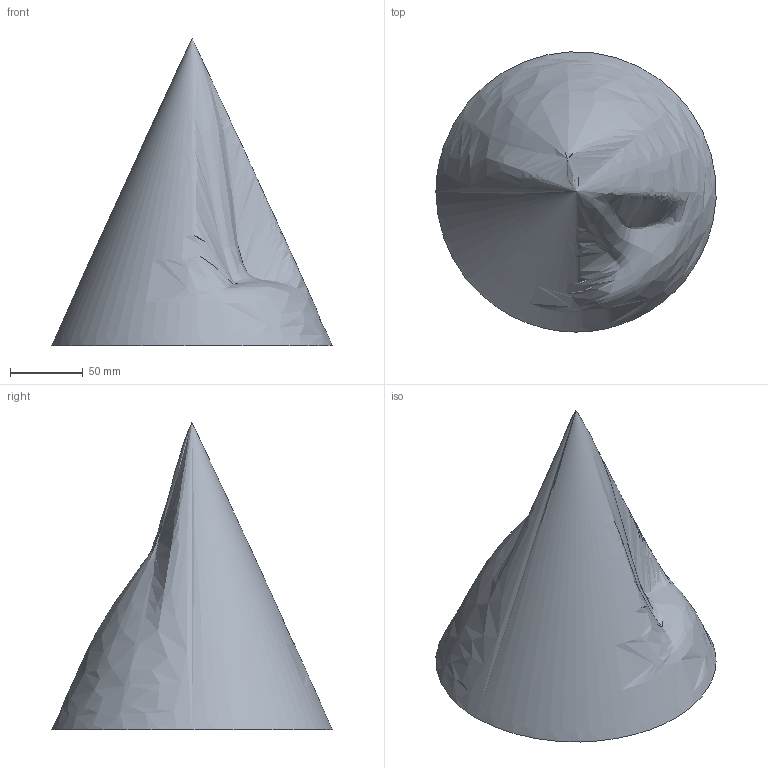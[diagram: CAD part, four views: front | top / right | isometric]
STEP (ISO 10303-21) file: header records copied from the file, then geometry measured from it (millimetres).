
FILE_DESCRIPTION(/* description */ (''),/* implementation_level */ '2;1');
FILE_NAME(/* name */ 'aguja_dmg_sin_fondo.step',/* time_stamp */ '2021-07-02T20:45:43-04:00',/* author */ (''),/* organization */ (''),/* preprocessor_version */ 'ST-DEVELOPER v18.1',/* originating_system */ 'Autodesk Translation Framework v10.9.0.1377',/* authorisation */ '');
FILE_SCHEMA (('AUTOMOTIVE_DESIGN { 1 0 10303 214 3 1 1 }'));
Length unit declared in the file: millimetre
Products named in the file (1): Aguja Sin Falla
Bounding box: 193.17 x 193.2 x 212 mm (x, y, z)
Volume: 1572282.4 mm3; surface area: 116539 mm2
Topology: 1 solids, 1 shells, 11 faces, 23 edges, 13 vertices
Faces by surface type: bspline 8, plane 1, cone 1, cylinder 1
Full cylindrical faces by diameter (mm): 17.519 x1
Entity records: 2282 total; most frequent: CARTESIAN_POINT 2077, ORIENTED_EDGE 42, EDGE_CURVE 21, B_SPLINE_CURVE_WITH_KNOTS 16, DIRECTION 16, VERTEX_POINT 13, EDGE_LOOP 12, FACE_OUTER_BOUND 11
